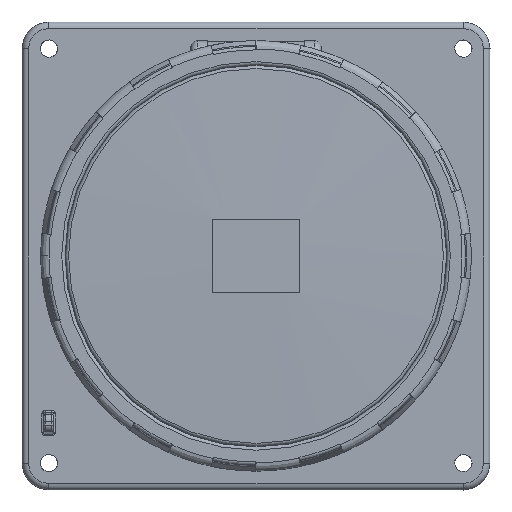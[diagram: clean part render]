
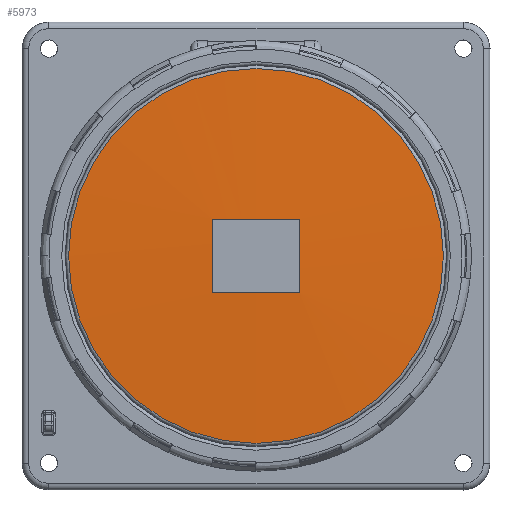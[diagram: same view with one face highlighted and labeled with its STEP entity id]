
A CAD part, front view. The second image highlights one B-rep face of the part: STEP entity #5973.
In plain terms, the highlighted spherical face has radius 1100 mm.
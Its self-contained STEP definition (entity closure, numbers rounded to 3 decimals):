
#123=SPHERICAL_SURFACE('',#35917,1100.);
#2251=FACE_BOUND('',#10937,.T.);
#2252=FACE_BOUND('',#10938,.T.);
#3425=CIRCLE('',#35848,1099.945);
#3426=CIRCLE('',#35851,1099.923);
#3427=CIRCLE('',#35853,1099.923);
#3452=CIRCLE('',#35915,55.951);
#3453=CIRCLE('',#35916,1099.945);
#5973=ADVANCED_FACE('',(#2251,#2252),#123,.T.);
#10937=EDGE_LOOP('',(#20090));
#10938=EDGE_LOOP('',(#20091,#20092,#20093,#20094));
#20090=ORIENTED_EDGE('',*,*,#27887,.T.);
#20091=ORIENTED_EDGE('',*,*,#27757,.F.);
#20092=ORIENTED_EDGE('',*,*,#27764,.T.);
#20093=ORIENTED_EDGE('',*,*,#27888,.T.);
#20094=ORIENTED_EDGE('',*,*,#27765,.F.);
#23200=VERTEX_POINT('',#71567);
#23202=VERTEX_POINT('',#71570);
#23206=VERTEX_POINT('',#71582);
#23207=VERTEX_POINT('',#71586);
#23292=VERTEX_POINT('',#71830);
#27757=EDGE_CURVE('',#23200,#23202,#3425,.T.);
#27764=EDGE_CURVE('',#23200,#23206,#3426,.T.);
#27765=EDGE_CURVE('',#23202,#23207,#3427,.T.);
#27887=EDGE_CURVE('',#23292,#23292,#3452,.T.);
#27888=EDGE_CURVE('',#23206,#23207,#3453,.T.);
#35848=AXIS2_PLACEMENT_3D('',#71569,#44294,#44295);
#35851=AXIS2_PLACEMENT_3D('',#71583,#44306,#44307);
#35853=AXIS2_PLACEMENT_3D('',#71585,#44310,#44311);
#35915=AXIS2_PLACEMENT_3D('',#71829,#44531,#44532);
#35916=AXIS2_PLACEMENT_3D('',#71831,#44533,#44534);
#35917=AXIS2_PLACEMENT_3D('',#71832,#44535,#44536);
#44294=DIRECTION('',(0.,0.,1.));
#44295=DIRECTION('',(-1.,0.,0.));
#44306=DIRECTION('',(-1.,0.,0.));
#44307=DIRECTION('',(0.,1.,0.));
#44310=DIRECTION('',(-1.,0.,0.));
#44311=DIRECTION('',(0.,1.,0.));
#44531=DIRECTION('',(0.,-1.,0.));
#44532=DIRECTION('',(0.,0.,1.));
#44533=DIRECTION('',(0.,0.,1.));
#44534=DIRECTION('',(1.,0.,0.));
#44535=DIRECTION('',(0.,-1.,0.));
#44536=DIRECTION('',(0.,0.,1.));
#71567=CARTESIAN_POINT('',(-315.323,-82.246,-11.));
#71569=CARTESIAN_POINT('',(-302.323,1017.622,-11.));
#71570=CARTESIAN_POINT('',(-289.323,-82.246,-11.));
#71582=CARTESIAN_POINT('',(-315.323,-82.246,11.));
#71583=CARTESIAN_POINT('',(-315.323,1017.622,0.));
#71585=CARTESIAN_POINT('',(-289.323,1017.622,0.));
#71586=CARTESIAN_POINT('',(-289.323,-82.246,11.));
#71829=CARTESIAN_POINT('',(-302.323,-80.954,0.));
#71830=CARTESIAN_POINT('',(-302.323,-80.954,55.951));
#71831=CARTESIAN_POINT('',(-302.323,1017.622,11.));
#71832=CARTESIAN_POINT('',(-302.323,1017.622,0.));
